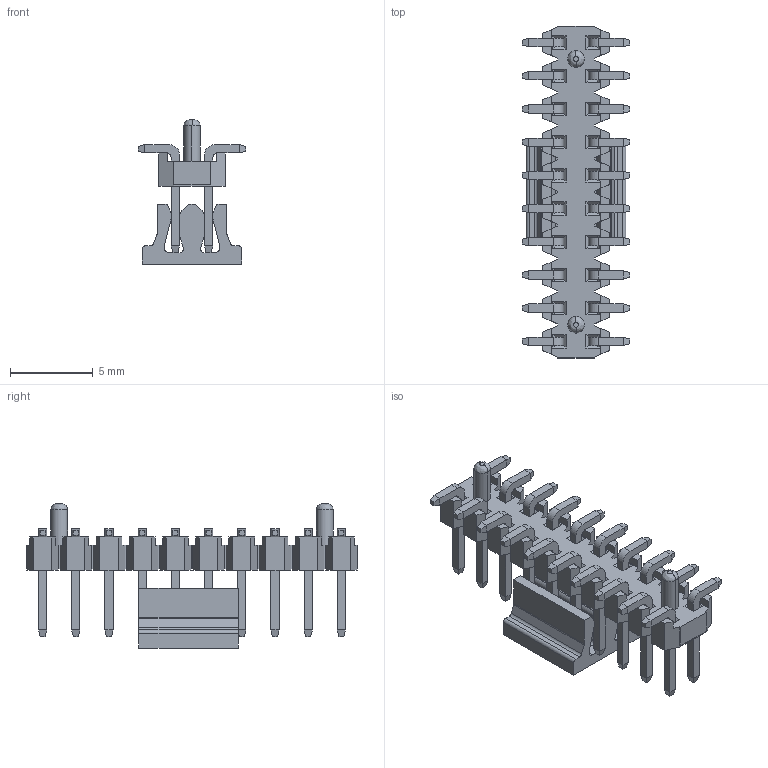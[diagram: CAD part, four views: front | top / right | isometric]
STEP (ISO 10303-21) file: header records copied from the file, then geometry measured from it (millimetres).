
FILE_DESCRIPTION((''),'2;1');
FILE_NAME('MVP25-2X10C-H_3D','2025-02-07T',('a'),(''),'PRO/ENGINEER BY PARAMETRIC TECHNOLOGY CORPORATION, 2013040','PRO/ENGINEER BY PARAMETRIC TECHNOLOGY CORPORATION, 2013040','');
FILE_SCHEMA(('CONFIG_CONTROL_DESIGN','SHAPE_APPEARANCE_LAYERS_GROUPS'));
Length unit declared in the file: millimetre
Products named in the file (5): JX_PH20_2XNP_H20_DZ1X2_2; 05XGHXPW65_4; CAP_PH20_6X6X35_1; P2000014_2XNP_SMT_DZ1X2_ASM_1; MVP25-2X10C-H_3D
Assembly tree (23 placements, depth 3):
  MVP25-2X10C-H_3D
    P2000014_2XNP_SMT_DZ1X2_ASM_1
      JX_PH20_2XNP_H20_DZ1X2_2
      05XGHXPW65_4  x20
      CAP_PH20_6X6X35_1
Bounding box: 6.5 x 20 x 8.7 mm (x, y, z)
Volume: 225 mm3; surface area: 884.6 mm2
Topology: 22 solids, 22 shells, 740 faces, 1806 edges, 1112 vertices
Faces by surface type: plane 676, cylinder 60, bspline 4
Entity records: 12453 total; most frequent: CARTESIAN_POINT 2258, ORIENTED_EDGE 2092, DIRECTION 1994, EDGE_CURVE 1046, VECTOR 986, LINE 986, VERTEX_POINT 656, AXIS2_PLACEMENT_3D 504
